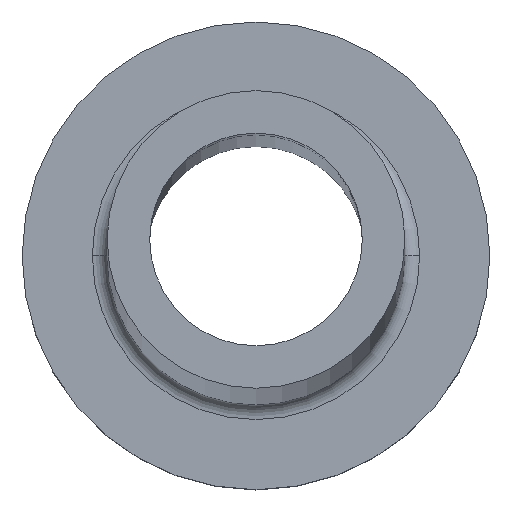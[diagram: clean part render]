
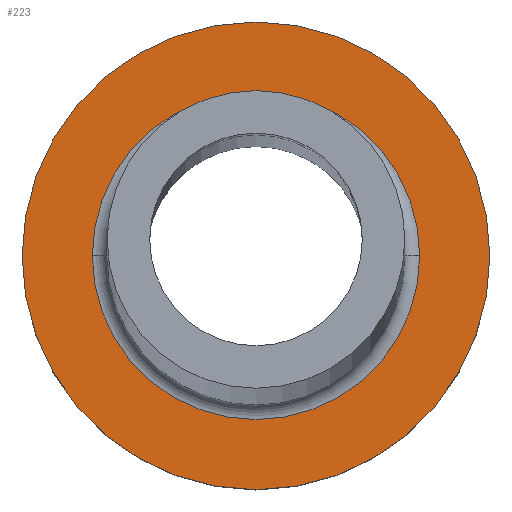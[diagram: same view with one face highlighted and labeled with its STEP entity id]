
A CAD part, top view. The second image highlights one B-rep face of the part: STEP entity #223.
In plain terms, the highlighted planar face has unit normal (0, 0, 1).
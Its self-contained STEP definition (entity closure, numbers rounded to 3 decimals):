
#9 = CARTESIAN_POINT ( 'NONE',  ( -11., 0., 7. ) ) ;
#24 = EDGE_LOOP ( 'NONE', ( #419, #285 ) ) ;
#37 = DIRECTION ( 'NONE',  ( 1., 0., 0. ) ) ;
#41 = FACE_BOUND ( 'NONE', #24, .T. ) ;
#45 = DIRECTION ( 'NONE',  ( 1., 0., 0. ) ) ;
#47 = AXIS2_PLACEMENT_3D ( 'NONE', #74, #319, #114 ) ;
#49 = CARTESIAN_POINT ( 'NONE',  ( 11., 0., 7. ) ) ;
#74 = CARTESIAN_POINT ( 'NONE',  ( 0., 0., 7. ) ) ;
#75 = CIRCLE ( 'NONE', #156, 7.7 ) ;
#78 = CARTESIAN_POINT ( 'NONE',  ( -7.7, 0., 7. ) ) ;
#97 = DIRECTION ( 'NONE',  ( 0., 0., -1. ) ) ;
#106 = EDGE_CURVE ( 'NONE', #200, #165, #219, .T. ) ;
#107 = CARTESIAN_POINT ( 'NONE',  ( 7.7, 0., 7. ) ) ;
#114 = DIRECTION ( 'NONE',  ( 1., 0., 0. ) ) ;
#115 = AXIS2_PLACEMENT_3D ( 'NONE', #284, #222, #45 ) ;
#135 = ORIENTED_EDGE ( 'NONE', *, *, #303, .T. ) ;
#139 = CIRCLE ( 'NONE', #393, 7.7 ) ;
#148 = PLANE ( 'NONE',  #115 ) ;
#156 = AXIS2_PLACEMENT_3D ( 'NONE', #343, #97, #455 ) ;
#165 = VERTEX_POINT ( 'NONE', #49 ) ;
#175 = DIRECTION ( 'NONE',  ( 0., 0., 1. ) ) ;
#183 = FACE_OUTER_BOUND ( 'NONE', #352, .T. ) ;
#200 = VERTEX_POINT ( 'NONE', #9 ) ;
#219 = CIRCLE ( 'NONE', #47, 11. ) ;
#222 = DIRECTION ( 'NONE',  ( 0., 0., 1. ) ) ;
#223 = ADVANCED_FACE ( 'NONE', ( #41, #183 ), #148, .T. ) ;
#239 = ORIENTED_EDGE ( 'NONE', *, *, #106, .T. ) ;
#258 = AXIS2_PLACEMENT_3D ( 'NONE', #423, #175, #37 ) ;
#284 = CARTESIAN_POINT ( 'NONE',  ( 0., 0., 7. ) ) ;
#285 = ORIENTED_EDGE ( 'NONE', *, *, #361, .T. ) ;
#288 = CIRCLE ( 'NONE', #258, 11. ) ;
#303 = EDGE_CURVE ( 'NONE', #165, #200, #288, .T. ) ;
#319 = DIRECTION ( 'NONE',  ( 0., 0., 1. ) ) ;
#328 = EDGE_CURVE ( 'NONE', #333, #448, #75, .T. ) ;
#333 = VERTEX_POINT ( 'NONE', #107 ) ;
#343 = CARTESIAN_POINT ( 'NONE',  ( 0., 0., 7. ) ) ;
#352 = EDGE_LOOP ( 'NONE', ( #239, #135 ) ) ;
#361 = EDGE_CURVE ( 'NONE', #448, #333, #139, .T. ) ;
#362 = DIRECTION ( 'NONE',  ( 0., 0., -1. ) ) ;
#391 = DIRECTION ( 'NONE',  ( 1., 0., 0. ) ) ;
#393 = AXIS2_PLACEMENT_3D ( 'NONE', #433, #362, #391 ) ;
#419 = ORIENTED_EDGE ( 'NONE', *, *, #328, .T. ) ;
#423 = CARTESIAN_POINT ( 'NONE',  ( 0., 0., 7. ) ) ;
#433 = CARTESIAN_POINT ( 'NONE',  ( 0., 0., 7. ) ) ;
#448 = VERTEX_POINT ( 'NONE', #78 ) ;
#455 = DIRECTION ( 'NONE',  ( 1., 0., 0. ) ) ;
